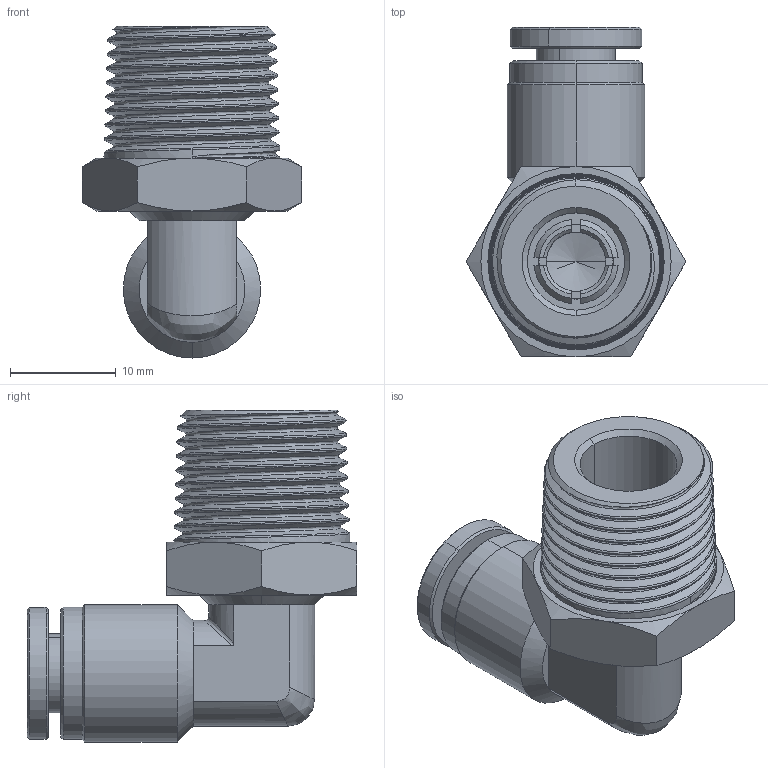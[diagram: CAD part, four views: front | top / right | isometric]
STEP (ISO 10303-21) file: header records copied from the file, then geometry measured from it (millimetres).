
FILE_DESCRIPTION (( 'STEP AP214' ), '1' );
FILE_NAME ('MES6R3-8W.STEP', '2018-07-20T16:55:32', ( '' ), ( '' ), 'SwSTEP 2.0', 'SolidWorks 2016', '' );
FILE_SCHEMA (( 'AUTOMOTIVE_DESIGN' ));
Length unit declared in the file: millimetre
Products named in the file (1): MES6R3-8W
Bounding box: 20.78 x 31.2 x 31.4 mm (x, y, z)
Volume: 4806.2 mm3; surface area: 6008 mm2
Topology: 7 solids, 7 shells, 460 faces, 1235 edges, 798 vertices
Faces by surface type: plane 162, cone 156, cylinder 87, bspline 53, torus 2
Entity records: 26712 total; most frequent: CARTESIAN_POINT 10798, ORIENTED_EDGE 2466, DIRECTION 1996, EDGE_CURVE 1233, AXIS2_PLACEMENT_3D 807, VERTEX_POINT 798, EDGE_LOOP 485, UNCERTAINTY_MEASURE_WITH_UNIT 469
